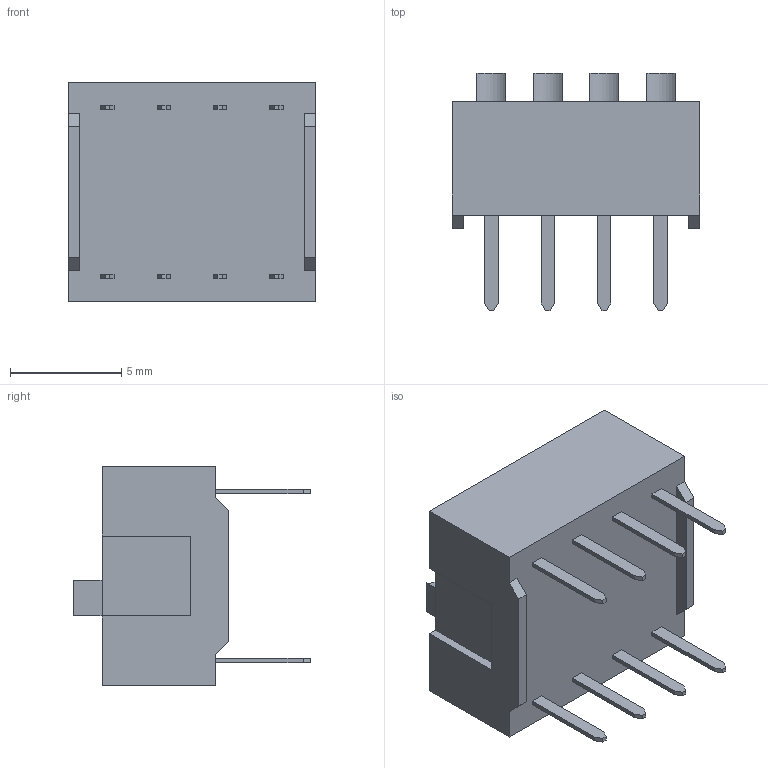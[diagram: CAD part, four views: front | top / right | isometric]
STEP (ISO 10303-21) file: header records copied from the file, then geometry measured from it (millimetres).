
FILE_DESCRIPTION (( 'STEP AP214' ), '1' );
FILE_NAME ('User Library-DIP-Switch.STEP', '2017-03-26T13:37:32', ( 'Windows User' ), ( '' ), 'SwSTEP 2.0', 'SolidWorks 2017', '' );
FILE_SCHEMA (( 'AUTOMOTIVE_DESIGN' ));
Length unit declared in the file: millimetre
Products named in the file (1): User Library-DIP-Switch
Bounding box: 11.16 x 10.7 x 9.9 mm (x, y, z)
Volume: 564.2 mm3; surface area: 574.5 mm2
Topology: 1 solids, 1 shells, 241 faces, 641 edges, 422 vertices
Faces by surface type: plane 162, bspline 67, cylinder 12
Entity records: 12430 total; most frequent: CARTESIAN_POINT 4188, ORIENTED_EDGE 1282, DIRECTION 881, EDGE_CURVE 641, VECTOR 483, LINE 483, VERTEX_POINT 422, EDGE_LOOP 261
